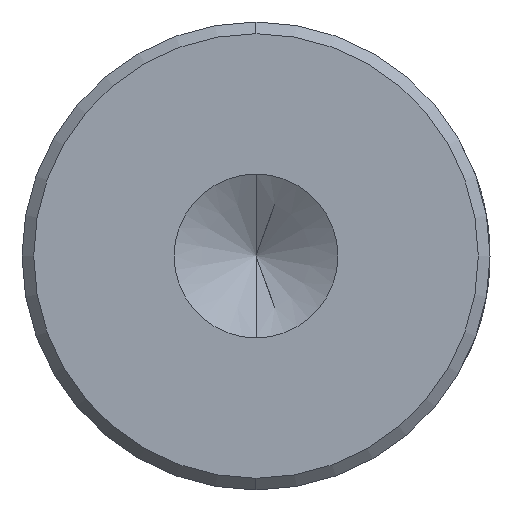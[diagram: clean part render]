
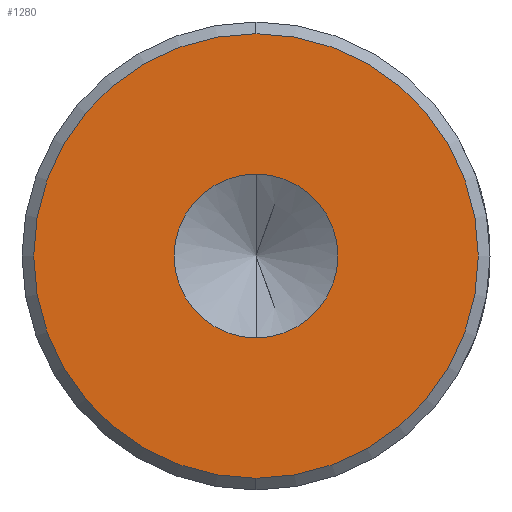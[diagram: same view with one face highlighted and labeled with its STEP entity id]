
A CAD part, left-side view. The second image highlights one B-rep face of the part: STEP entity #1280.
In plain terms, the highlighted planar face has unit normal (-1, 0, 0).
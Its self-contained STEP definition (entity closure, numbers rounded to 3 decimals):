
#82 = DIRECTION ( 'NONE',  ( 0., 0., 1. ) ) ;
#85 = CARTESIAN_POINT ( 'NONE',  ( 0., 0., -9.501 ) ) ;
#95 = CIRCLE ( 'NONE', #723, 3.5 ) ;
#154 = VERTEX_POINT ( 'NONE', #939 ) ;
#208 = EDGE_LOOP ( 'NONE', ( #210, #1277 ) ) ;
#210 = ORIENTED_EDGE ( 'NONE', *, *, #717, .F. ) ;
#231 = VERTEX_POINT ( 'NONE', #435 ) ;
#232 = DIRECTION ( 'NONE',  ( -1., 0., 0. ) ) ;
#264 = AXIS2_PLACEMENT_3D ( 'NONE', #1216, #698, #82 ) ;
#285 = EDGE_CURVE ( 'NONE', #154, #231, #760, .T. ) ;
#364 = DIRECTION ( 'NONE',  ( 0., 0., 1. ) ) ;
#367 = ORIENTED_EDGE ( 'NONE', *, *, #912, .T. ) ;
#406 = EDGE_LOOP ( 'NONE', ( #367, #1000 ) ) ;
#435 = CARTESIAN_POINT ( 'NONE',  ( 0., 0., 3.5 ) ) ;
#463 = CARTESIAN_POINT ( 'NONE',  ( 0., 0., 0. ) ) ;
#492 = PLANE ( 'NONE',  #264 ) ;
#520 = DIRECTION ( 'NONE',  ( -1., 0., 0. ) ) ;
#543 = CARTESIAN_POINT ( 'NONE',  ( 0., 0., 0. ) ) ;
#546 = CARTESIAN_POINT ( 'NONE',  ( 0., 0., 0. ) ) ;
#593 = VERTEX_POINT ( 'NONE', #982 ) ;
#646 = DIRECTION ( 'NONE',  ( 0., 0., 1. ) ) ;
#649 = DIRECTION ( 'NONE',  ( 0., 0., 1. ) ) ;
#653 = FACE_OUTER_BOUND ( 'NONE', #406, .T. ) ;
#698 = DIRECTION ( 'NONE',  ( -1., 0., 0. ) ) ;
#717 = EDGE_CURVE ( 'NONE', #231, #154, #95, .T. ) ;
#723 = AXIS2_PLACEMENT_3D ( 'NONE', #1129, #520, #1234 ) ;
#760 = CIRCLE ( 'NONE', #984, 3.5 ) ;
#912 = EDGE_CURVE ( 'NONE', #1010, #593, #1021, .T. ) ;
#939 = CARTESIAN_POINT ( 'NONE',  ( 0., 0., -3.5 ) ) ;
#950 = FACE_BOUND ( 'NONE', #208, .T. ) ;
#982 = CARTESIAN_POINT ( 'NONE',  ( 0., 0., 9.501 ) ) ;
#984 = AXIS2_PLACEMENT_3D ( 'NONE', #463, #232, #364 ) ;
#1000 = ORIENTED_EDGE ( 'NONE', *, *, #1158, .T. ) ;
#1010 = VERTEX_POINT ( 'NONE', #85 ) ;
#1021 = CIRCLE ( 'NONE', #1276, 9.501 ) ;
#1075 = CIRCLE ( 'NONE', #1107, 9.501 ) ;
#1107 = AXIS2_PLACEMENT_3D ( 'NONE', #543, #1251, #646 ) ;
#1129 = CARTESIAN_POINT ( 'NONE',  ( 0., 0., 0. ) ) ;
#1158 = EDGE_CURVE ( 'NONE', #593, #1010, #1075, .T. ) ;
#1216 = CARTESIAN_POINT ( 'NONE',  ( 0., 0., 0. ) ) ;
#1234 = DIRECTION ( 'NONE',  ( 0., 0., 1. ) ) ;
#1251 = DIRECTION ( 'NONE',  ( -1., 0., 0. ) ) ;
#1256 = DIRECTION ( 'NONE',  ( -1., 0., 0. ) ) ;
#1276 = AXIS2_PLACEMENT_3D ( 'NONE', #546, #1256, #649 ) ;
#1277 = ORIENTED_EDGE ( 'NONE', *, *, #285, .F. ) ;
#1280 = ADVANCED_FACE ( 'NONE', ( #653, #950 ), #492, .T. ) ;
